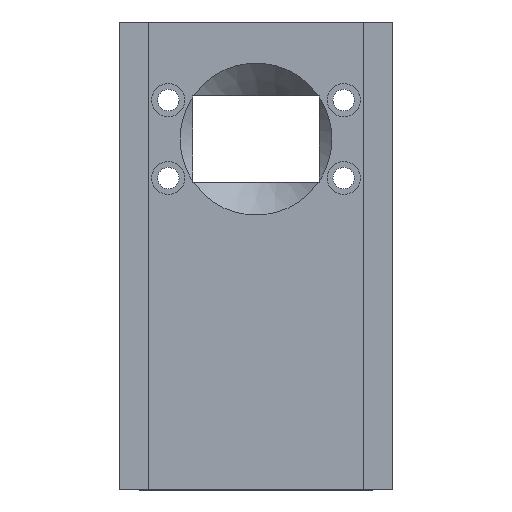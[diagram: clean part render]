
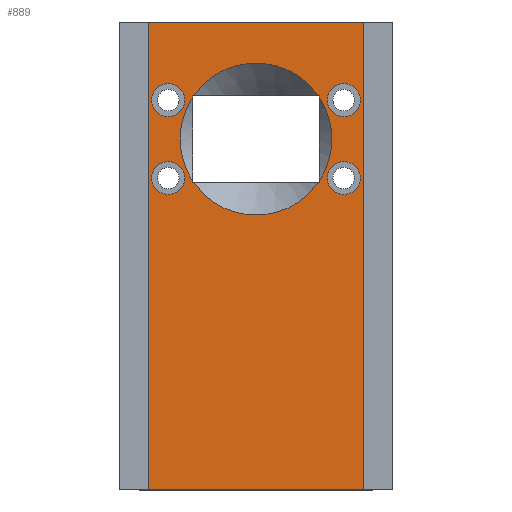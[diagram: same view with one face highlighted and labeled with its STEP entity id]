
A CAD part, top view. The second image highlights one B-rep face of the part: STEP entity #889.
In plain terms, the highlighted planar face has unit normal (0, 0, 1).
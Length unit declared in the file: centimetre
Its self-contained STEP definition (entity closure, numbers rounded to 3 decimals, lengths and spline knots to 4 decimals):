
#109=VECTOR('',#1238,1.);
#125=VECTOR('',#1265,1.);
#140=VECTOR('',#1307,1.);
#144=VECTOR('',#1312,1.);
#147=VECTOR('',#1316,1.);
#150=VECTOR('',#1320,1.);
#154=VECTOR('',#1378,1.);
#155=VECTOR('',#1379,1.);
#169=LINE('',#1006,#109);
#185=LINE('',#1047,#125);
#200=LINE('',#1115,#140);
#204=LINE('',#1124,#144);
#207=LINE('',#1130,#147);
#210=LINE('',#1136,#150);
#214=LINE('',#1186,#154);
#215=LINE('',#1187,#155);
#239=PLANE('',#968);
#278=CIRCLE('',#931,3.9);
#279=CIRCLE('',#932,3.9);
#280=CIRCLE('',#933,3.9);
#281=CIRCLE('',#934,3.9);
#291=CIRCLE('',#954,0.85);
#293=CIRCLE('',#958,0.85);
#295=CIRCLE('',#962,0.85);
#297=CIRCLE('',#966,0.85);
#305=EDGE_CURVE('',#695,#696,#169,.T.);
#324=EDGE_CURVE('',#714,#715,#185,.T.);
#342=EDGE_CURVE('',#734,#735,#278,.T.);
#344=EDGE_CURVE('',#736,#737,#279,.T.);
#346=EDGE_CURVE('',#738,#739,#280,.T.);
#348=EDGE_CURVE('',#740,#741,#281,.T.);
#350=EDGE_CURVE('',#742,#740,#200,.T.);
#354=EDGE_CURVE('',#741,#745,#200,.T.);
#355=EDGE_CURVE('',#745,#738,#204,.T.);
#358=EDGE_CURVE('',#739,#747,#204,.T.);
#359=EDGE_CURVE('',#747,#736,#207,.T.);
#362=EDGE_CURVE('',#737,#749,#207,.T.);
#363=EDGE_CURVE('',#749,#734,#210,.T.);
#365=EDGE_CURVE('',#735,#742,#210,.T.);
#377=EDGE_CURVE('',#759,#759,#291,.T.);
#379=EDGE_CURVE('',#761,#761,#293,.T.);
#381=EDGE_CURVE('',#763,#763,#295,.T.);
#383=EDGE_CURVE('',#765,#765,#297,.T.);
#384=EDGE_CURVE('',#714,#696,#214,.T.);
#385=EDGE_CURVE('',#715,#695,#215,.T.);
#522=ORIENTED_EDGE('',*,*,#348,.T.);
#523=ORIENTED_EDGE('',*,*,#354,.T.);
#524=ORIENTED_EDGE('',*,*,#355,.T.);
#525=ORIENTED_EDGE('',*,*,#346,.T.);
#526=ORIENTED_EDGE('',*,*,#358,.T.);
#527=ORIENTED_EDGE('',*,*,#359,.T.);
#528=ORIENTED_EDGE('',*,*,#344,.T.);
#529=ORIENTED_EDGE('',*,*,#362,.T.);
#530=ORIENTED_EDGE('',*,*,#363,.T.);
#531=ORIENTED_EDGE('',*,*,#342,.T.);
#532=ORIENTED_EDGE('',*,*,#365,.T.);
#533=ORIENTED_EDGE('',*,*,#350,.T.);
#534=ORIENTED_EDGE('',*,*,#324,.F.);
#535=ORIENTED_EDGE('',*,*,#384,.T.);
#536=ORIENTED_EDGE('',*,*,#305,.F.);
#537=ORIENTED_EDGE('',*,*,#385,.F.);
#538=ORIENTED_EDGE('',*,*,#383,.T.);
#539=ORIENTED_EDGE('',*,*,#381,.T.);
#540=ORIENTED_EDGE('',*,*,#379,.T.);
#541=ORIENTED_EDGE('',*,*,#377,.T.);
#662=EDGE_LOOP('',(#522,#523,#524,#525,#526,#527,#528,#529,#530,#531,#532,
#533));
#663=EDGE_LOOP('',(#534,#535,#536,#537));
#664=EDGE_LOOP('',(#538));
#665=EDGE_LOOP('',(#539));
#666=EDGE_LOOP('',(#540));
#667=EDGE_LOOP('',(#541));
#695=VERTEX_POINT('',#1005);
#696=VERTEX_POINT('',#1007);
#714=VERTEX_POINT('',#1046);
#715=VERTEX_POINT('',#1048);
#734=VERTEX_POINT('',#1091);
#735=VERTEX_POINT('',#1092);
#736=VERTEX_POINT('',#1097);
#737=VERTEX_POINT('',#1098);
#738=VERTEX_POINT('',#1103);
#739=VERTEX_POINT('',#1104);
#740=VERTEX_POINT('',#1109);
#741=VERTEX_POINT('',#1110);
#742=VERTEX_POINT('',#1116);
#745=VERTEX_POINT('',#1122);
#747=VERTEX_POINT('',#1128);
#749=VERTEX_POINT('',#1134);
#759=VERTEX_POINT('',#1165);
#761=VERTEX_POINT('',#1171);
#763=VERTEX_POINT('',#1177);
#765=VERTEX_POINT('',#1183);
#834=FACE_BOUND('',#662,.T.);
#835=FACE_BOUND('',#663,.T.);
#836=FACE_BOUND('',#664,.T.);
#837=FACE_BOUND('',#665,.T.);
#838=FACE_BOUND('',#666,.T.);
#839=FACE_BOUND('',#667,.T.);
#889=ADVANCED_FACE('',(#834,#835,#836,#837,#838,#839),#239,.F.);
#931=AXIS2_PLACEMENT_3D('',#1090,#1298,#1299);
#932=AXIS2_PLACEMENT_3D('',#1096,#1300,#1301);
#933=AXIS2_PLACEMENT_3D('',#1102,#1302,#1303);
#934=AXIS2_PLACEMENT_3D('',#1108,#1304,#1305);
#954=AXIS2_PLACEMENT_3D('',#1164,#1353,#1354);
#958=AXIS2_PLACEMENT_3D('',#1170,#1360,#1361);
#962=AXIS2_PLACEMENT_3D('',#1176,#1367,#1368);
#966=AXIS2_PLACEMENT_3D('',#1182,#1374,#1375);
#968=AXIS2_PLACEMENT_3D('',#1185,#1377,$);
#1005=CARTESIAN_POINT('',(12.,0.,2.5));
#1006=CARTESIAN_POINT('',(6.,0.,2.5));
#1007=CARTESIAN_POINT('',(0.,0.,2.5));
#1046=CARTESIAN_POINT('',(0.,24.,2.5));
#1047=CARTESIAN_POINT('',(6.,24.,2.5));
#1048=CARTESIAN_POINT('',(12.,24.,2.5));
#1090=CARTESIAN_POINT('',(6.,18.,2.5));
#1091=CARTESIAN_POINT('',(9.1855,15.75,2.5));
#1092=CARTESIAN_POINT('',(2.8145,15.75,2.5));
#1096=CARTESIAN_POINT('',(6.,18.,2.5));
#1097=CARTESIAN_POINT('',(9.25,20.1558,2.5));
#1098=CARTESIAN_POINT('',(9.25,15.8442,2.5));
#1102=CARTESIAN_POINT('',(6.,18.,2.5));
#1103=CARTESIAN_POINT('',(2.8145,20.25,2.5));
#1104=CARTESIAN_POINT('',(9.1855,20.25,2.5));
#1108=CARTESIAN_POINT('',(6.,18.,2.5));
#1109=CARTESIAN_POINT('',(2.75,15.8442,2.5));
#1110=CARTESIAN_POINT('',(2.75,20.1558,2.5));
#1115=CARTESIAN_POINT('',(2.75,15.,2.5));
#1116=CARTESIAN_POINT('',(2.75,15.75,2.5));
#1122=CARTESIAN_POINT('',(2.75,20.25,2.5));
#1124=CARTESIAN_POINT('',(6.,20.25,2.5));
#1128=CARTESIAN_POINT('',(9.25,20.25,2.5));
#1130=CARTESIAN_POINT('',(9.25,15.,2.5));
#1134=CARTESIAN_POINT('',(9.25,15.75,2.5));
#1136=CARTESIAN_POINT('',(6.,15.75,2.5));
#1164=CARTESIAN_POINT('',(10.5,20.,2.5));
#1165=CARTESIAN_POINT('',(11.35,20.,2.5));
#1170=CARTESIAN_POINT('',(1.5,16.,2.5));
#1171=CARTESIAN_POINT('',(2.35,16.,2.5));
#1176=CARTESIAN_POINT('',(10.5,16.,2.5));
#1177=CARTESIAN_POINT('',(11.35,16.,2.5));
#1182=CARTESIAN_POINT('',(1.5,20.,2.5));
#1183=CARTESIAN_POINT('',(2.35,20.,2.5));
#1185=CARTESIAN_POINT('',(6.,28.0858,2.5));
#1186=CARTESIAN_POINT('',(0.,28.0858,2.5));
#1187=CARTESIAN_POINT('',(12.,28.0858,2.5));
#1238=DIRECTION('',(-1.,0.,0.));
#1265=DIRECTION('',(1.,0.,0.));
#1298=DIRECTION('',(0.,0.,-1.));
#1299=DIRECTION('',(0.,3.9,0.));
#1300=DIRECTION('',(0.,0.,-1.));
#1301=DIRECTION('',(0.,3.9,0.));
#1302=DIRECTION('',(0.,0.,-1.));
#1303=DIRECTION('',(0.,3.9,0.));
#1304=DIRECTION('',(0.,0.,-1.));
#1305=DIRECTION('',(0.,3.9,0.));
#1307=DIRECTION('',(0.,1.,0.));
#1312=DIRECTION('',(1.,0.,0.));
#1316=DIRECTION('',(0.,-1.,0.));
#1320=DIRECTION('',(-1.,0.,0.));
#1353=DIRECTION('',(0.,0.,-1.));
#1354=DIRECTION('',(0.85,0.,0.));
#1360=DIRECTION('',(0.,0.,-1.));
#1361=DIRECTION('',(0.85,0.,0.));
#1367=DIRECTION('',(0.,0.,-1.));
#1368=DIRECTION('',(0.85,0.,0.));
#1374=DIRECTION('',(0.,0.,-1.));
#1375=DIRECTION('',(0.85,0.,0.));
#1377=DIRECTION('',(0.,0.,-1.));
#1378=DIRECTION('',(0.,-1.,0.));
#1379=DIRECTION('',(0.,-1.,0.));
